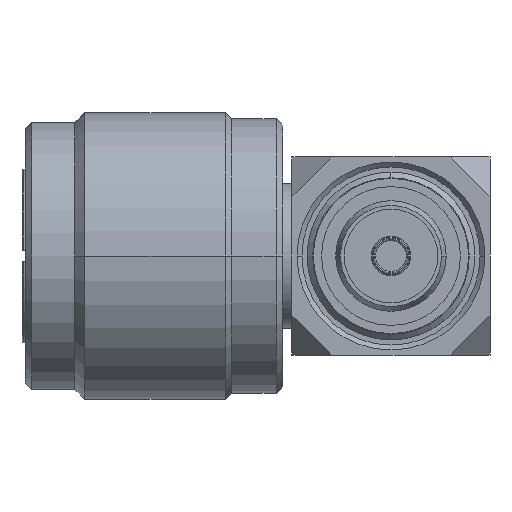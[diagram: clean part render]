
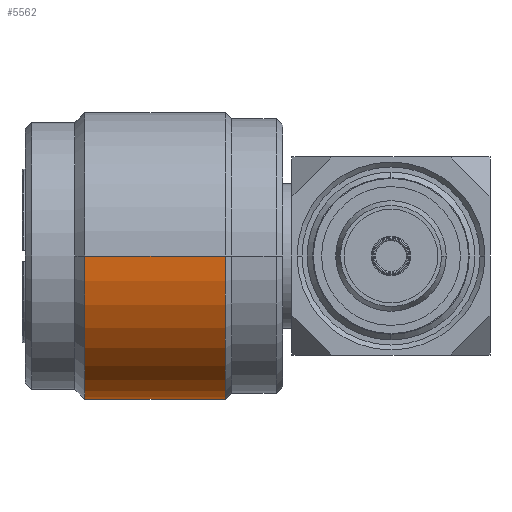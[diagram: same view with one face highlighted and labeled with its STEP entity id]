
A CAD part, front view. The second image highlights one B-rep face of the part: STEP entity #5562.
In plain terms, the highlighted cylindrical face has radius 11.5 mm (diameter 23 mm), a partial arc.
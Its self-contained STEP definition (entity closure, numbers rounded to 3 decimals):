
#3810=CARTESIAN_POINT('',(-24.557,0.,0.));
#3811=DIRECTION('',(1.,0.,0.));
#3812=DIRECTION('',(0.,-1.,0.));
#3813=AXIS2_PLACEMENT_3D('',#3810,#3811,#3812);
#3820=CARTESIAN_POINT('',(-13.272,0.,0.));
#3821=DIRECTION('',(1.,0.,0.));
#3822=DIRECTION('',(0.,-1.,0.));
#3823=AXIS2_PLACEMENT_3D('',#3820,#3821,#3822);
#3825=DIRECTION('',(-1.,0.,0.));
#3826=VECTOR('',#3825,11.285);
#3827=CARTESIAN_POINT('',(-13.272,-11.5,0.));
#3828=LINE('',#3827,#3826);
#3829=DIRECTION('',(-1.,0.,0.));
#3830=VECTOR('',#3829,11.285);
#3831=CARTESIAN_POINT('',(-13.272,11.5,0.));
#3832=LINE('',#3831,#3830);
#3903=CARTESIAN_POINT('',(-13.272,-11.5,0.));
#3905=VERTEX_POINT('',#3903);
#3906=CARTESIAN_POINT('',(-24.557,-11.5,0.));
#3907=VERTEX_POINT('',#3906);
#3909=CARTESIAN_POINT('',(-13.272,11.5,0.));
#3911=VERTEX_POINT('',#3909);
#3912=CARTESIAN_POINT('',(-24.557,11.5,0.));
#3913=VERTEX_POINT('',#3912);
#5548=CARTESIAN_POINT('',(-26.185,0.,0.));
#5549=DIRECTION('',(1.,0.,0.));
#5550=DIRECTION('',(0.,1.,0.));
#5551=AXIS2_PLACEMENT_3D('',#5548,#5549,#5550);
#5552=CYLINDRICAL_SURFACE('',#5551,11.5);
#5554=ORIENTED_EDGE('',*,*,#5553,.F.);
#5556=ORIENTED_EDGE('',*,*,#5555,.T.);
#5558=ORIENTED_EDGE('',*,*,#5557,.T.);
#5559=ORIENTED_EDGE('',*,*,#5541,.F.);
#5560=EDGE_LOOP('',(#5554,#5556,#5558,#5559));
#5561=FACE_OUTER_BOUND('',#5560,.F.);
#3814=CIRCLE('',#3813,11.5);
#3824=CIRCLE('',#3823,11.5);
#5541=EDGE_CURVE('',#3907,#3913,#3814,.T.);
#5553=EDGE_CURVE('',#3905,#3907,#3828,.T.);
#5555=EDGE_CURVE('',#3905,#3911,#3824,.T.);
#5557=EDGE_CURVE('',#3911,#3913,#3832,.T.);
#5562=ADVANCED_FACE('',(#5561),#5552,.T.);
